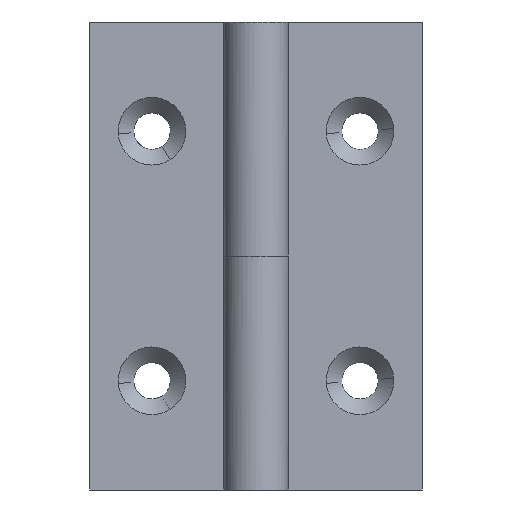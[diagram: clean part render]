
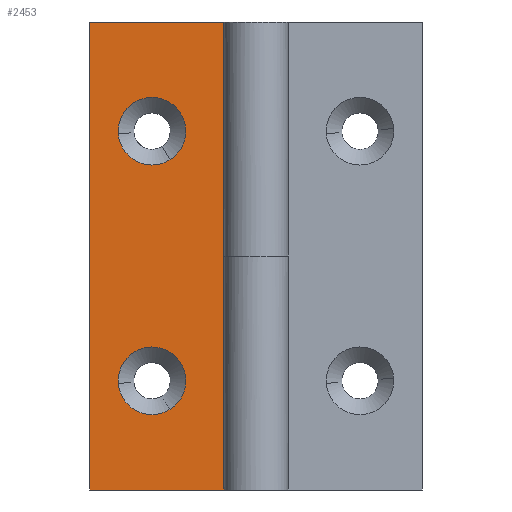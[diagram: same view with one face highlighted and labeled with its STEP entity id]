
A CAD part, front view. The second image highlights one B-rep face of the part: STEP entity #2453.
In plain terms, the highlighted free-form (B-spline) face has degree [1, 1] with [2, 2] control points.
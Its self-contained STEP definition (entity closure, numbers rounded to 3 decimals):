
#1545=CARTESIAN_POINT('',(-8.252,1.5,31.76));
#1546=VERTEX_POINT('',#1545);
#1552=CARTESIAN_POINT('',(-10.0,1.5,37.75));
#1553=VERTEX_POINT('',#1552);
#1554=CARTESIAN_POINT('',(-10.0,1.5,37.75));
#1555=CARTESIAN_POINT('',(-6.75,1.5,37.75));
#1556=CARTESIAN_POINT('',(-6.75,1.5,34.5));
#1557=CARTESIAN_POINT('',(-6.75,1.5,32.718));
#1558=CARTESIAN_POINT('',(-8.252,1.5,31.76));
#1566=(BOUNDED_CURVE()B_SPLINE_CURVE(2,(#1554,#1555,#1556,#1557,#1558),.UNSPECIFIED.,.F.,.U.)B_SPLINE_CURVE_WITH_KNOTS((3,2,3),(0.0,0.25,0.408),.UNSPECIFIED.)CURVE()GEOMETRIC_REPRESENTATION_ITEM()RATIONAL_B_SPLINE_CURVE((1.0,0.707,1.0,0.815,0.864))REPRESENTATION_ITEM(''));
#1567=EDGE_CURVE('',#1553,#1546,#1566,.T.);
#1569=CARTESIAN_POINT('',(-13.24,1.5,34.245));
#1570=VERTEX_POINT('',#1569);
#1571=CARTESIAN_POINT('',(-13.24,1.5,34.245));
#1572=CARTESIAN_POINT('',(-13.25,1.5,34.372));
#1573=CARTESIAN_POINT('',(-13.25,1.5,34.5));
#1574=CARTESIAN_POINT('',(-13.25,1.5,37.75));
#1575=CARTESIAN_POINT('',(-10.0,1.5,37.75));
#1583=(BOUNDED_CURVE()B_SPLINE_CURVE(2,(#1571,#1572,#1573,#1574,#1575),.UNSPECIFIED.,.F.,.U.)B_SPLINE_CURVE_WITH_KNOTS((3,2,3),(0.736,0.75,1.0),.UNSPECIFIED.)CURVE()GEOMETRIC_REPRESENTATION_ITEM()RATIONAL_B_SPLINE_CURVE((0.97,0.984,1.0,0.707,1.0))REPRESENTATION_ITEM(''));
#1584=EDGE_CURVE('',#1570,#1553,#1583,.T.);
#1688=CARTESIAN_POINT('',(-10.0,1.5,31.25));
#1689=VERTEX_POINT('',#1688);
#1690=CARTESIAN_POINT('',(-10.0,1.5,31.25));
#1691=CARTESIAN_POINT('',(-13.004,1.5,31.25));
#1692=CARTESIAN_POINT('',(-13.24,1.5,34.245));
#1700=(BOUNDED_CURVE()B_SPLINE_CURVE(2,(#1690,#1691,#1692),.UNSPECIFIED.,.F.,.U.)B_SPLINE_CURVE_WITH_KNOTS((3,3),(0.5,0.736),.UNSPECIFIED.)CURVE()GEOMETRIC_REPRESENTATION_ITEM()RATIONAL_B_SPLINE_CURVE((1.0,0.723,0.97))REPRESENTATION_ITEM(''));
#1701=EDGE_CURVE('',#1689,#1570,#1700,.T.);
#1703=CARTESIAN_POINT('',(-8.252,1.5,31.76));
#1704=CARTESIAN_POINT('',(-9.052,1.5,31.25));
#1705=CARTESIAN_POINT('',(-10.0,1.5,31.25));
#1713=(BOUNDED_CURVE()B_SPLINE_CURVE(2,(#1703,#1704,#1705),.UNSPECIFIED.,.F.,.U.)B_SPLINE_CURVE_WITH_KNOTS((3,3),(0.408,0.5),.UNSPECIFIED.)CURVE()GEOMETRIC_REPRESENTATION_ITEM()RATIONAL_B_SPLINE_CURVE((0.864,0.892,1.0))REPRESENTATION_ITEM(''));
#1714=EDGE_CURVE('',#1546,#1689,#1713,.T.);
#1889=CARTESIAN_POINT('',(-8.252,1.5,7.76));
#1890=VERTEX_POINT('',#1889);
#1896=CARTESIAN_POINT('',(-10.0,1.5,13.75));
#1897=VERTEX_POINT('',#1896);
#1898=CARTESIAN_POINT('',(-10.0,1.5,13.75));
#1899=CARTESIAN_POINT('',(-6.75,1.5,13.75));
#1900=CARTESIAN_POINT('',(-6.75,1.5,10.5));
#1901=CARTESIAN_POINT('',(-6.75,1.5,8.718));
#1902=CARTESIAN_POINT('',(-8.252,1.5,7.76));
#1910=(BOUNDED_CURVE()B_SPLINE_CURVE(2,(#1898,#1899,#1900,#1901,#1902),.UNSPECIFIED.,.F.,.U.)B_SPLINE_CURVE_WITH_KNOTS((3,2,3),(0.0,0.25,0.408),.UNSPECIFIED.)CURVE()GEOMETRIC_REPRESENTATION_ITEM()RATIONAL_B_SPLINE_CURVE((1.0,0.707,1.0,0.815,0.864))REPRESENTATION_ITEM(''));
#1911=EDGE_CURVE('',#1897,#1890,#1910,.T.);
#1913=CARTESIAN_POINT('',(-13.24,1.5,10.245));
#1914=VERTEX_POINT('',#1913);
#1915=CARTESIAN_POINT('',(-13.24,1.5,10.245));
#1916=CARTESIAN_POINT('',(-13.25,1.5,10.372));
#1917=CARTESIAN_POINT('',(-13.25,1.5,10.5));
#1918=CARTESIAN_POINT('',(-13.25,1.5,13.75));
#1919=CARTESIAN_POINT('',(-10.0,1.5,13.75));
#1927=(BOUNDED_CURVE()B_SPLINE_CURVE(2,(#1915,#1916,#1917,#1918,#1919),.UNSPECIFIED.,.F.,.U.)B_SPLINE_CURVE_WITH_KNOTS((3,2,3),(0.736,0.75,1.0),.UNSPECIFIED.)CURVE()GEOMETRIC_REPRESENTATION_ITEM()RATIONAL_B_SPLINE_CURVE((0.97,0.984,1.0,0.707,1.0))REPRESENTATION_ITEM(''));
#1928=EDGE_CURVE('',#1914,#1897,#1927,.T.);
#2032=CARTESIAN_POINT('',(-10.0,1.5,7.25));
#2033=VERTEX_POINT('',#2032);
#2034=CARTESIAN_POINT('',(-10.0,1.5,7.25));
#2035=CARTESIAN_POINT('',(-13.004,1.5,7.25));
#2036=CARTESIAN_POINT('',(-13.24,1.5,10.245));
#2044=(BOUNDED_CURVE()B_SPLINE_CURVE(2,(#2034,#2035,#2036),.UNSPECIFIED.,.F.,.U.)B_SPLINE_CURVE_WITH_KNOTS((3,3),(0.5,0.736),.UNSPECIFIED.)CURVE()GEOMETRIC_REPRESENTATION_ITEM()RATIONAL_B_SPLINE_CURVE((1.0,0.723,0.97))REPRESENTATION_ITEM(''));
#2045=EDGE_CURVE('',#2033,#1914,#2044,.T.);
#2047=CARTESIAN_POINT('',(-8.252,1.5,7.76));
#2048=CARTESIAN_POINT('',(-9.052,1.5,7.25));
#2049=CARTESIAN_POINT('',(-10.0,1.5,7.25));
#2057=(BOUNDED_CURVE()B_SPLINE_CURVE(2,(#2047,#2048,#2049),.UNSPECIFIED.,.F.,.U.)B_SPLINE_CURVE_WITH_KNOTS((3,3),(0.408,0.5),.UNSPECIFIED.)CURVE()GEOMETRIC_REPRESENTATION_ITEM()RATIONAL_B_SPLINE_CURVE((0.864,0.892,1.0))REPRESENTATION_ITEM(''));
#2058=EDGE_CURVE('',#1890,#2033,#2057,.T.);
#2197=CARTESIAN_POINT('',(-3.1,1.5,45.0));
#2198=VERTEX_POINT('',#2197);
#2199=CARTESIAN_POINT('',(-3.1,1.5,22.5));
#2200=VERTEX_POINT('',#2199);
#2201=CARTESIAN_POINT('',(-3.1,1.5,45.0));
#2202=CARTESIAN_POINT('',(-3.1,1.5,22.5));
#2203=QUASI_UNIFORM_CURVE('',1,(#2201,#2202),.UNSPECIFIED.,.F.,.U.);
#2204=EDGE_CURVE('',#2198,#2200,#2203,.T.);
#2262=CARTESIAN_POINT('',(0.,1.5,22.5));
#2263=VERTEX_POINT('',#2262);
#2264=CARTESIAN_POINT('',(-3.1,1.5,22.5));
#2265=CARTESIAN_POINT('',(0.,1.5,22.5));
#2266=QUASI_UNIFORM_CURVE('',1,(#2264,#2265),.UNSPECIFIED.,.F.,.U.);
#2267=EDGE_CURVE('',#2200,#2263,#2266,.T.);
#2340=CARTESIAN_POINT('',(0.,1.5,0.0));
#2341=VERTEX_POINT('',#2340);
#2361=CARTESIAN_POINT('',(-16.,1.5,0.0));
#2362=VERTEX_POINT('',#2361);
#2363=CARTESIAN_POINT('',(0.,1.5,0.0));
#2364=CARTESIAN_POINT('',(-16.,1.5,0.0));
#2365=QUASI_UNIFORM_CURVE('',1,(#2363,#2364),.UNSPECIFIED.,.F.,.U.);
#2366=EDGE_CURVE('',#2341,#2362,#2365,.T.);
#2381=CARTESIAN_POINT('',(-16.,1.5,45.0));
#2382=VERTEX_POINT('',#2381);
#2396=CARTESIAN_POINT('',(-16.,1.5,0.0));
#2397=CARTESIAN_POINT('',(-16.,1.5,45.0));
#2398=QUASI_UNIFORM_CURVE('',1,(#2396,#2397),.UNSPECIFIED.,.F.,.U.);
#2399=EDGE_CURVE('',#2362,#2382,#2398,.T.);
#2416=CARTESIAN_POINT('',(-3.1,1.5,45.0));
#2417=CARTESIAN_POINT('',(-16.,1.5,45.0));
#2418=QUASI_UNIFORM_CURVE('',1,(#2416,#2417),.UNSPECIFIED.,.F.,.U.);
#2419=EDGE_CURVE('',#2198,#2382,#2418,.T.);
#2424=CARTESIAN_POINT('',(-16.799,1.5,-2.248));
#2425=CARTESIAN_POINT('',(-16.799,1.5,47.248));
#2426=CARTESIAN_POINT('',(0.799,1.5,-2.248));
#2427=CARTESIAN_POINT('',(0.799,1.5,47.248));
#2428=B_SPLINE_SURFACE_WITH_KNOTS('',1,1,((#2424,#2426),(#2425,#2427)),.UNSPECIFIED.,.F.,.F.,.U.,(2,2),(2,2),(0.0,49.496),(0.0,17.598),.UNSPECIFIED.);
#2429=ORIENTED_EDGE('',*,*,#2204,.F.);
#2430=ORIENTED_EDGE('',*,*,#2419,.T.);
#2431=ORIENTED_EDGE('',*,*,#2399,.F.);
#2432=ORIENTED_EDGE('',*,*,#2366,.F.);
#2433=CARTESIAN_POINT('',(0.,1.5,0.0));
#2434=CARTESIAN_POINT('',(0.,1.5,22.5));
#2435=QUASI_UNIFORM_CURVE('',1,(#2433,#2434),.UNSPECIFIED.,.F.,.U.);
#2436=EDGE_CURVE('',#2341,#2263,#2435,.T.);
#2437=ORIENTED_EDGE('',*,*,#2436,.T.);
#2438=ORIENTED_EDGE('',*,*,#2267,.F.);
#2439=EDGE_LOOP('',(#2429,#2430,#2431,#2432,#2437,#2438));
#2440=FACE_OUTER_BOUND('',#2439,.T.);
#2441=ORIENTED_EDGE('',*,*,#2045,.T.);
#2442=ORIENTED_EDGE('',*,*,#1928,.T.);
#2443=ORIENTED_EDGE('',*,*,#1911,.T.);
#2444=ORIENTED_EDGE('',*,*,#2058,.T.);
#2445=EDGE_LOOP('',(#2441,#2442,#2443,#2444));
#2446=FACE_BOUND('',#2445,.T.);
#2447=ORIENTED_EDGE('',*,*,#1701,.T.);
#2448=ORIENTED_EDGE('',*,*,#1584,.T.);
#2449=ORIENTED_EDGE('',*,*,#1567,.T.);
#2450=ORIENTED_EDGE('',*,*,#1714,.T.);
#2451=EDGE_LOOP('',(#2447,#2448,#2449,#2450));
#2452=FACE_BOUND('',#2451,.T.);
#2453=ADVANCED_FACE('',(#2440,#2446,#2452),#2428,.F.);
